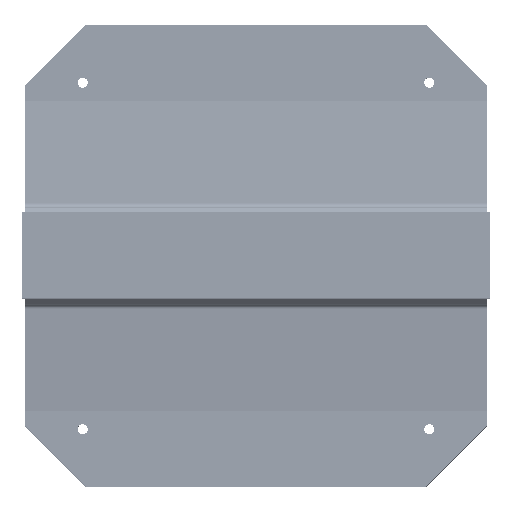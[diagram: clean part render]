
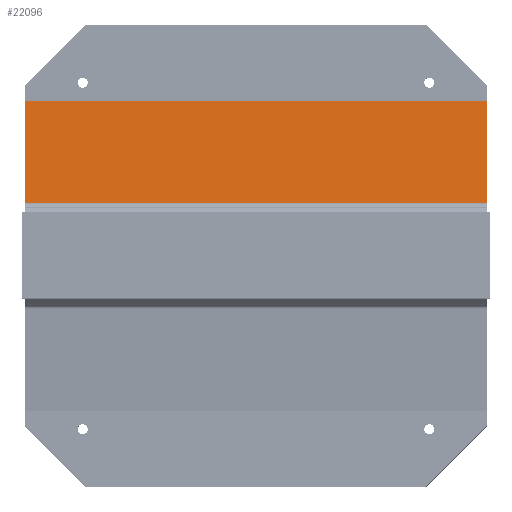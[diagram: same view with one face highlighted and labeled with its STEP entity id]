
A CAD part, top view. The second image highlights one B-rep face of the part: STEP entity #22096.
In plain terms, the highlighted planar face has unit normal (0, 0.087, 0.996).
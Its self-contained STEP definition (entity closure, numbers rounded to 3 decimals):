
#17640=VERTEX_POINT('',#45384);
#21176=VERTEX_POINT('',#49372);
#22096=ADVANCED_FACE('',(#50668),#50669,.F.);
#23020=EDGE_CURVE('',#28536,#38278,#51698,.T.);
#23170=EDGE_CURVE('',#17640,#38278,#51870,.T.);
#28068=EDGE_CURVE('',#28536,#21176,#57416,.T.);
#28536=VERTEX_POINT('',#57945);
#29818=EDGE_CURVE('',#17640,#21176,#59410,.T.);
#38278=VERTEX_POINT('',#69034);
#45384=CARTESIAN_POINT('',(-400.0,92.128,85.387));
#49372=CARTESIAN_POINT('',(400.0,92.128,85.387));
#50668=FACE_OUTER_BOUND('',#84605,.T.);
#50669=PLANE('',#84606);
#51698=LINE('',#85911,#85912);
#51870=LINE('',#86136,#86137);
#57416=LINE('',#93235,#93236);
#57945=CARTESIAN_POINT('',(400.0,268.0,70.0));
#59410=LINE('',#95773,#95774);
#69034=CARTESIAN_POINT('',(-400.0,268.0,70.));
#84605=EDGE_LOOP('',(#124428,#124429,#124430,#124431));
#84606=AXIS2_PLACEMENT_3D('',#124432,#124433,#124434);
#85911=CARTESIAN_POINT('',(0.,268.0,70.));
#85912=VECTOR('',#125627,1.0);
#86136=CARTESIAN_POINT('',(-400.0,138.057,81.369));
#86137=VECTOR('',#125870,1.0);
#93235=CARTESIAN_POINT('',(400.0,133.368,81.779));
#93236=VECTOR('',#132691,1.0);
#95773=CARTESIAN_POINT('',(-405.0,92.128,85.387));
#95774=VECTOR('',#135279,1.0);
#124428=ORIENTED_EDGE('',*,*,#23170,.F.);
#124429=ORIENTED_EDGE('',*,*,#29818,.T.);
#124430=ORIENTED_EDGE('',*,*,#28068,.F.);
#124431=ORIENTED_EDGE('',*,*,#23020,.T.);
#124432=CARTESIAN_POINT('',(-405.0,268.0,70.0));
#124433=DIRECTION('',(0.0,-0.087,-0.996));
#124434=DIRECTION('',(1.0,0.0,0.0));
#125627=DIRECTION('',(-1.0,0.,0.));
#125870=DIRECTION('',(0.0,0.996,-0.087));
#132691=DIRECTION('',(0.0,-0.996,0.087));
#135279=DIRECTION('',(1.0,0.0,0.0));
